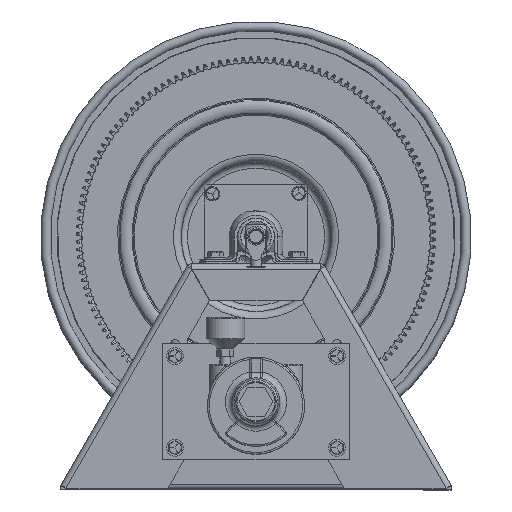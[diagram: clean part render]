
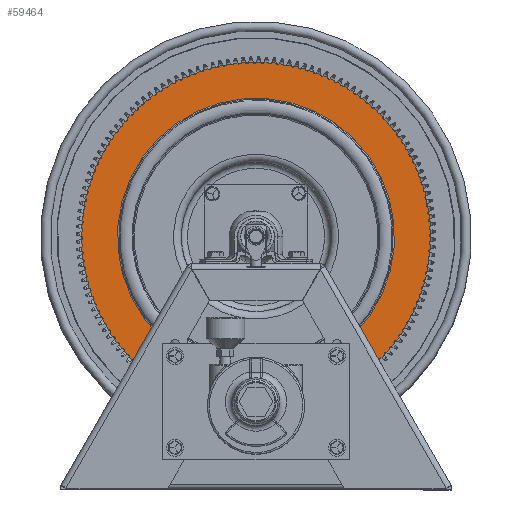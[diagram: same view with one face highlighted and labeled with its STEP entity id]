
A CAD part, top view. The second image highlights one B-rep face of the part: STEP entity #59464.
In plain terms, the highlighted planar face has unit normal (0, 0, 1).
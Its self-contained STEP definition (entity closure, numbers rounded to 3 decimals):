
#1390=FACE_BOUND('',#7987,.T.);
#3873=PLANE('',#63119);
#5032=FACE_OUTER_BOUND('',#7986,.T.);
#7986=EDGE_LOOP('',(#41366,#41367));
#7987=EDGE_LOOP('',(#41368,#41369));
#19555=CIRCLE('',#63116,5.667);
#19557=CIRCLE('',#63118,5.667);
#19558=CIRCLE('',#63120,7.159);
#19559=CIRCLE('',#63121,7.159);
#23099=VERTEX_POINT('',#90601);
#23100=VERTEX_POINT('',#90602);
#23101=VERTEX_POINT('',#90607);
#23102=VERTEX_POINT('',#90608);
#30516=EDGE_CURVE('',#23099,#23100,#19555,.T.);
#30518=EDGE_CURVE('',#23100,#23099,#19557,.T.);
#30519=EDGE_CURVE('',#23101,#23102,#19558,.T.);
#30520=EDGE_CURVE('',#23102,#23101,#19559,.T.);
#41366=ORIENTED_EDGE('',*,*,#30519,.T.);
#41367=ORIENTED_EDGE('',*,*,#30520,.T.);
#41368=ORIENTED_EDGE('',*,*,#30516,.F.);
#41369=ORIENTED_EDGE('',*,*,#30518,.F.);
#59464=ADVANCED_FACE('',(#5032,#1390),#3873,.T.);
#63116=AXIS2_PLACEMENT_3D('',#90603,#70412,#70413);
#63118=AXIS2_PLACEMENT_3D('',#90605,#70416,#70417);
#63119=AXIS2_PLACEMENT_3D('',#90606,#70418,#70419);
#63120=AXIS2_PLACEMENT_3D('',#90609,#70420,#70421);
#63121=AXIS2_PLACEMENT_3D('',#90610,#70422,#70423);
#70412=DIRECTION('center_axis',(0.,0.,
1.));
#70413=DIRECTION('ref_axis',(0.712,-0.702,0.));
#70416=DIRECTION('center_axis',(0.,0.,
1.));
#70417=DIRECTION('ref_axis',(0.712,-0.702,0.));
#70418=DIRECTION('center_axis',(0.,0.,
1.));
#70419=DIRECTION('ref_axis',(-0.702,-0.712,0.));
#70420=DIRECTION('center_axis',(0.,0.,
1.));
#70421=DIRECTION('ref_axis',(0.712,-0.702,0.));
#70422=DIRECTION('center_axis',(0.,0.,
1.));
#70423=DIRECTION('ref_axis',(0.712,-0.702,0.));
#90601=CARTESIAN_POINT('',(4.034,-2.762,14.048));
#90602=CARTESIAN_POINT('',(3.98,5.252,14.048));
#90603=CARTESIAN_POINT('Origin',(0.,1.218,14.048));
#90605=CARTESIAN_POINT('Origin',(0.,1.218,14.048));
#90606=CARTESIAN_POINT('Origin',(4.565,-3.286,14.048));
#90607=CARTESIAN_POINT('',(5.096,-3.81,14.048));
#90608=CARTESIAN_POINT('',(5.028,6.315,14.048));
#90609=CARTESIAN_POINT('Origin',(0.,1.218,14.048));
#90610=CARTESIAN_POINT('Origin',(0.,1.218,14.048));
